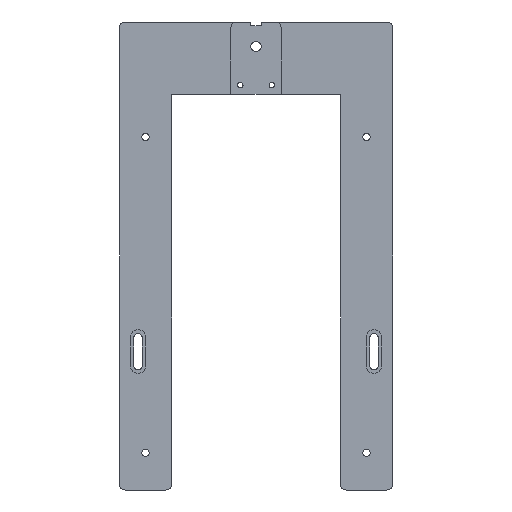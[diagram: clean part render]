
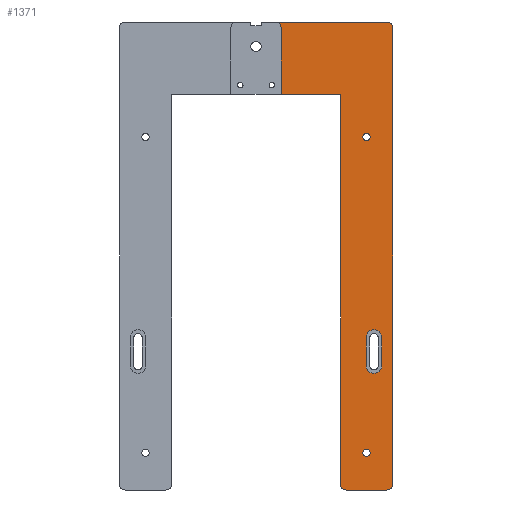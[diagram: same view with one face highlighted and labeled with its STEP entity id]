
A CAD part, front view. The second image highlights one B-rep face of the part: STEP entity #1371.
In plain terms, the highlighted planar face has unit normal (0, -1, 0).
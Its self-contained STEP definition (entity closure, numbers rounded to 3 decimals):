
#15=FACE_BOUND('',#170,.T.);
#16=FACE_BOUND('',#171,.T.);
#17=FACE_BOUND('',#172,.T.);
#47=PLANE('',#1478);
#96=FACE_OUTER_BOUND('',#169,.T.);
#169=EDGE_LOOP('',(#1003,#1004,#1005,#1006,#1007,#1008,#1009,#1010,#1011,
#1012));
#170=EDGE_LOOP('',(#1013));
#171=EDGE_LOOP('',(#1014));
#172=EDGE_LOOP('',(#1015,#1016,#1017,#1018));
#267=LINE('',#2064,#396);
#294=LINE('',#2131,#423);
#298=LINE('',#2143,#427);
#301=LINE('',#2148,#430);
#302=LINE('',#2150,#431);
#303=LINE('',#2154,#432);
#304=LINE('',#2162,#433);
#305=LINE('',#2166,#434);
#396=VECTOR('',#1633,10.);
#423=VECTOR('',#1690,10.);
#427=VECTOR('',#1702,10.);
#430=VECTOR('',#1707,10.);
#431=VECTOR('',#1708,10.);
#432=VECTOR('',#1711,10.);
#433=VECTOR('',#1718,10.);
#434=VECTOR('',#1721,10.);
#520=CIRCLE('',#1472,3.);
#521=CIRCLE('',#1475,3.);
#523=CIRCLE('',#1479,3.);
#524=CIRCLE('',#1480,3.);
#525=CIRCLE('',#1481,2.);
#526=CIRCLE('',#1482,2.);
#527=CIRCLE('',#1483,4.25);
#528=CIRCLE('',#1484,4.25);
#599=VERTEX_POINT('',#2061);
#600=VERTEX_POINT('',#2063);
#621=VERTEX_POINT('',#2119);
#622=VERTEX_POINT('',#2121);
#625=VERTEX_POINT('',#2130);
#627=VERTEX_POINT('',#2136);
#629=VERTEX_POINT('',#2142);
#631=VERTEX_POINT('',#2149);
#632=VERTEX_POINT('',#2151);
#633=VERTEX_POINT('',#2153);
#634=VERTEX_POINT('',#2156);
#635=VERTEX_POINT('',#2158);
#636=VERTEX_POINT('',#2160);
#637=VERTEX_POINT('',#2161);
#638=VERTEX_POINT('',#2163);
#639=VERTEX_POINT('',#2165);
#740=EDGE_CURVE('',#600,#599,#267,.T.);
#769=EDGE_CURVE('',#621,#622,#520,.F.);
#774=EDGE_CURVE('',#622,#625,#294,.T.);
#777=EDGE_CURVE('',#625,#627,#521,.T.);
#780=EDGE_CURVE('',#627,#629,#298,.T.);
#783=EDGE_CURVE('',#600,#621,#301,.T.);
#784=EDGE_CURVE('',#599,#631,#302,.T.);
#785=EDGE_CURVE('',#632,#631,#523,.T.);
#786=EDGE_CURVE('',#633,#632,#303,.T.);
#787=EDGE_CURVE('',#629,#633,#524,.T.);
#788=EDGE_CURVE('',#634,#634,#525,.T.);
#789=EDGE_CURVE('',#635,#635,#526,.T.);
#790=EDGE_CURVE('',#636,#637,#304,.T.);
#791=EDGE_CURVE('',#637,#638,#527,.T.);
#792=EDGE_CURVE('',#638,#639,#305,.T.);
#793=EDGE_CURVE('',#639,#636,#528,.T.);
#1003=ORIENTED_EDGE('',*,*,#777,.F.);
#1004=ORIENTED_EDGE('',*,*,#774,.F.);
#1005=ORIENTED_EDGE('',*,*,#769,.F.);
#1006=ORIENTED_EDGE('',*,*,#783,.F.);
#1007=ORIENTED_EDGE('',*,*,#740,.T.);
#1008=ORIENTED_EDGE('',*,*,#784,.T.);
#1009=ORIENTED_EDGE('',*,*,#785,.F.);
#1010=ORIENTED_EDGE('',*,*,#786,.F.);
#1011=ORIENTED_EDGE('',*,*,#787,.F.);
#1012=ORIENTED_EDGE('',*,*,#780,.F.);
#1013=ORIENTED_EDGE('',*,*,#788,.T.);
#1014=ORIENTED_EDGE('',*,*,#789,.T.);
#1015=ORIENTED_EDGE('',*,*,#790,.T.);
#1016=ORIENTED_EDGE('',*,*,#791,.T.);
#1017=ORIENTED_EDGE('',*,*,#792,.T.);
#1018=ORIENTED_EDGE('',*,*,#793,.T.);
#1371=ADVANCED_FACE('',(#96,#15,#16,#17),#47,.T.);
#1472=AXIS2_PLACEMENT_3D('',#2122,#1682,#1683);
#1475=AXIS2_PLACEMENT_3D('',#2137,#1695,#1696);
#1478=AXIS2_PLACEMENT_3D('',#2147,#1705,#1706);
#1479=AXIS2_PLACEMENT_3D('',#2152,#1709,#1710);
#1480=AXIS2_PLACEMENT_3D('',#2155,#1712,#1713);
#1481=AXIS2_PLACEMENT_3D('',#2157,#1714,#1715);
#1482=AXIS2_PLACEMENT_3D('',#2159,#1716,#1717);
#1483=AXIS2_PLACEMENT_3D('',#2164,#1719,#1720);
#1484=AXIS2_PLACEMENT_3D('',#2167,#1722,#1723);
#1633=DIRECTION('',(1.,0.,0.));
#1682=DIRECTION('center_axis',(0.,1.,0.));
#1683=DIRECTION('ref_axis',(0.707,0.,0.707));
#1690=DIRECTION('',(1.,0.,0.));
#1695=DIRECTION('center_axis',(0.,1.,0.));
#1696=DIRECTION('ref_axis',(0.707,0.,0.707));
#1702=DIRECTION('',(0.,0.,-1.));
#1705=DIRECTION('center_axis',(0.,-1.,0.));
#1706=DIRECTION('ref_axis',(0.,0.,-1.));
#1707=DIRECTION('',(0.,0.,1.));
#1708=DIRECTION('',(0.,0.,-1.));
#1709=DIRECTION('center_axis',(0.,1.,0.));
#1710=DIRECTION('ref_axis',(-0.707,0.,-0.707));
#1711=DIRECTION('',(-1.,0.,0.));
#1712=DIRECTION('center_axis',(0.,1.,0.));
#1713=DIRECTION('ref_axis',(0.707,0.,-0.707));
#1714=DIRECTION('center_axis',(0.,1.,0.));
#1715=DIRECTION('ref_axis',(1.,0.,0.));
#1716=DIRECTION('center_axis',(0.,1.,0.));
#1717=DIRECTION('ref_axis',(1.,0.,0.));
#1718=DIRECTION('',(0.,0.,1.));
#1719=DIRECTION('center_axis',(0.,1.,0.));
#1720=DIRECTION('ref_axis',(1.,0.,0.));
#1721=DIRECTION('',(0.,0.,-1.));
#1722=DIRECTION('center_axis',(0.,1.,0.));
#1723=DIRECTION('ref_axis',(-1.,0.,0.));
#2061=CARTESIAN_POINT('',(59.,13.,-39.));
#2063=CARTESIAN_POINT('',(27.,13.,-39.));
#2064=CARTESIAN_POINT('',(27.,13.,-39.));
#2119=CARTESIAN_POINT('',(27.,13.,-3.));
#2121=CARTESIAN_POINT('',(24.,13.,0.));
#2122=CARTESIAN_POINT('Origin',(24.,13.,-3.));
#2130=CARTESIAN_POINT('',(84.,13.,0.));
#2131=CARTESIAN_POINT('',(27.,13.,0.));
#2136=CARTESIAN_POINT('',(87.,13.,-3.));
#2137=CARTESIAN_POINT('Origin',(84.,13.,-3.));
#2142=CARTESIAN_POINT('',(87.,13.,-249.));
#2143=CARTESIAN_POINT('',(87.,13.,0.));
#2147=CARTESIAN_POINT('Origin',(27.,13.,0.));
#2148=CARTESIAN_POINT('',(27.,13.,0.));
#2149=CARTESIAN_POINT('',(59.,13.,-249.));
#2150=CARTESIAN_POINT('',(59.,13.,-39.));
#2151=CARTESIAN_POINT('',(62.,13.,-252.));
#2152=CARTESIAN_POINT('Origin',(62.,13.,-249.));
#2153=CARTESIAN_POINT('',(84.,13.,-252.));
#2154=CARTESIAN_POINT('',(87.,13.,-252.));
#2155=CARTESIAN_POINT('Origin',(84.,13.,-249.));
#2156=CARTESIAN_POINT('',(71.,13.,-231.941));
#2157=CARTESIAN_POINT('Origin',(73.,13.,-231.941));
#2158=CARTESIAN_POINT('',(71.,13.,-61.859));
#2159=CARTESIAN_POINT('Origin',(73.,13.,-61.859));
#2160=CARTESIAN_POINT('',(72.75,13.,-185.));
#2161=CARTESIAN_POINT('',(72.75,13.,-170.));
#2162=CARTESIAN_POINT('',(72.75,13.,-92.5));
#2163=CARTESIAN_POINT('',(81.25,13.,-170.));
#2164=CARTESIAN_POINT('Origin',(77.,13.,-170.));
#2165=CARTESIAN_POINT('',(81.25,13.,-185.));
#2166=CARTESIAN_POINT('',(81.25,13.,-85.));
#2167=CARTESIAN_POINT('Origin',(77.,13.,-185.));
